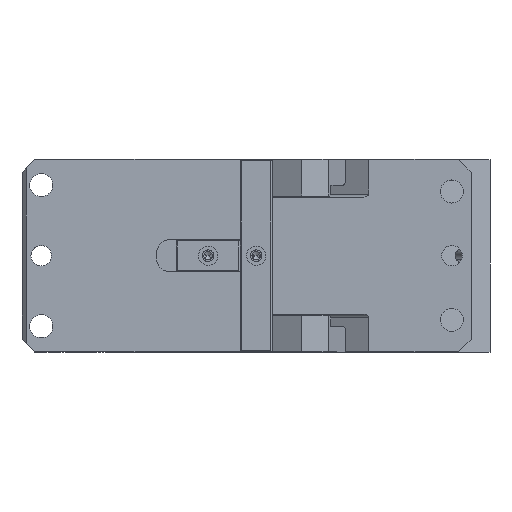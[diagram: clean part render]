
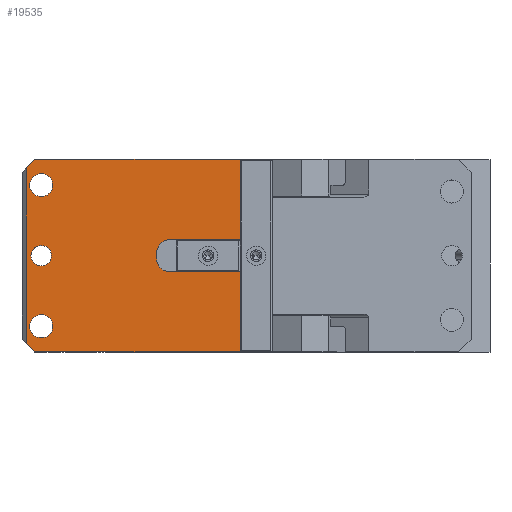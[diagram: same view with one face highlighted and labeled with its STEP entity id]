
A CAD part, top view. The second image highlights one B-rep face of the part: STEP entity #19535.
In plain terms, the highlighted planar face has unit normal (0, 0, 1).
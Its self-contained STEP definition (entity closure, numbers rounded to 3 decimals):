
#12865=CARTESIAN_POINT('Vertex',(-310.,-75.,215.)) ;
#12868=CARTESIAN_POINT('Line Origine',(-315.,-70.,215.)) ;
#12872=CARTESIAN_POINT('Vertex',(-316.5,-68.5,215.)) ;
#13557=CARTESIAN_POINT('Vertex',(-316.5,68.5,215.)) ;
#13560=CARTESIAN_POINT('Line Origine',(-315.,70.,215.)) ;
#13564=CARTESIAN_POINT('Vertex',(-310.,75.,215.)) ;
#15028=CARTESIAN_POINT('Line Origine',(-150.,43.75,215.)) ;
#15032=CARTESIAN_POINT('Vertex',(-150.,12.5,215.)) ;
#15034=CARTESIAN_POINT('Vertex',(-150.,75.,215.)) ;
#15068=CARTESIAN_POINT('Line Origine',(-177.5,12.5,215.)) ;
#15072=CARTESIAN_POINT('Vertex',(-205.,12.5,215.)) ;
#15111=CARTESIAN_POINT('Line Origine',(-230.,75.,215.)) ;
#15156=CARTESIAN_POINT('Axis2P3D Location',(-205.,2.5,215.)) ;
#15160=CARTESIAN_POINT('Vertex',(-215.,2.5,215.)) ;
#15193=CARTESIAN_POINT('Vertex',(-215.,-2.5,215.)) ;
#15201=CARTESIAN_POINT('Line Origine',(-215.,0.,215.)) ;
#15218=CARTESIAN_POINT('Axis2P3D Location',(-205.,-2.5,215.)) ;
#15222=CARTESIAN_POINT('Vertex',(-205.,-12.5,215.)) ;
#15256=CARTESIAN_POINT('Line Origine',(-177.5,-12.5,215.)) ;
#15260=CARTESIAN_POINT('Vertex',(-150.,-12.5,215.)) ;
#15282=CARTESIAN_POINT('Line Origine',(-150.,-43.75,215.)) ;
#15286=CARTESIAN_POINT('Vertex',(-150.,-75.,215.)) ;
#15325=CARTESIAN_POINT('Line Origine',(-230.,-75.,215.)) ;
#15363=CARTESIAN_POINT('Line Origine',(-316.5,0.,215.)) ;
#19301=CARTESIAN_POINT('Axis2P3D Location',(60.,75.,215.)) ;
#19481=CARTESIAN_POINT('Axis2P3D Location',(-305.,0.,215.)) ;
#19485=CARTESIAN_POINT('Vertex',(-313.,0.,215.)) ;
#19487=CARTESIAN_POINT('Vertex',(-297.,0.,215.)) ;
#19490=CARTESIAN_POINT('Axis2P3D Location',(-305.,0.,215.)) ;
#19499=CARTESIAN_POINT('Axis2P3D Location',(-305.,-55.,215.)) ;
#19503=CARTESIAN_POINT('Vertex',(-314.,-55.,215.)) ;
#19505=CARTESIAN_POINT('Vertex',(-296.,-55.,215.)) ;
#19508=CARTESIAN_POINT('Axis2P3D Location',(-305.,-55.,215.)) ;
#19517=CARTESIAN_POINT('Axis2P3D Location',(-305.,55.,215.)) ;
#19521=CARTESIAN_POINT('Vertex',(-296.,55.,215.)) ;
#19523=CARTESIAN_POINT('Vertex',(-314.,55.,215.)) ;
#19526=CARTESIAN_POINT('Axis2P3D Location',(-305.,55.,215.)) ;
#12869=DIRECTION('Vector Direction',(0.707,-0.707,0.)) ;
#13561=DIRECTION('Vector Direction',(0.707,0.707,0.)) ;
#15029=DIRECTION('Vector Direction',(0.,1.,0.)) ;
#15069=DIRECTION('Vector Direction',(-1.,0.,0.)) ;
#15112=DIRECTION('Vector Direction',(-1.,0.,0.)) ;
#15157=DIRECTION('Axis2P3D Direction',(0.,0.,-1.)) ;
#15202=DIRECTION('Vector Direction',(0.,1.,0.)) ;
#15219=DIRECTION('Axis2P3D Direction',(0.,0.,-1.)) ;
#15257=DIRECTION('Vector Direction',(-1.,0.,0.)) ;
#15283=DIRECTION('Vector Direction',(0.,1.,0.)) ;
#15326=DIRECTION('Vector Direction',(-1.,0.,0.)) ;
#15364=DIRECTION('Vector Direction',(0.,-1.,0.)) ;
#19302=DIRECTION('Axis2P3D Direction',(0.,0.,-1.)) ;
#19303=DIRECTION('Axis2P3D XDirection',(-1.,0.,0.)) ;
#19482=DIRECTION('Axis2P3D Direction',(0.,0.,-1.)) ;
#19491=DIRECTION('Axis2P3D Direction',(0.,0.,-1.)) ;
#19500=DIRECTION('Axis2P3D Direction',(0.,0.,-1.)) ;
#19509=DIRECTION('Axis2P3D Direction',(0.,0.,-1.)) ;
#19518=DIRECTION('Axis2P3D Direction',(0.,0.,-1.)) ;
#19527=DIRECTION('Axis2P3D Direction',(0.,0.,-1.)) ;
#15158=AXIS2_PLACEMENT_3D('Circle Axis2P3D',#15156,#15157,$) ;
#15220=AXIS2_PLACEMENT_3D('Circle Axis2P3D',#15218,#15219,$) ;
#19304=AXIS2_PLACEMENT_3D('Plane Axis2P3D',#19301,#19302,#19303) ;
#19483=AXIS2_PLACEMENT_3D('Circle Axis2P3D',#19481,#19482,$) ;
#19492=AXIS2_PLACEMENT_3D('Circle Axis2P3D',#19490,#19491,$) ;
#19501=AXIS2_PLACEMENT_3D('Circle Axis2P3D',#19499,#19500,$) ;
#19510=AXIS2_PLACEMENT_3D('Circle Axis2P3D',#19508,#19509,$) ;
#19519=AXIS2_PLACEMENT_3D('Circle Axis2P3D',#19517,#19518,$) ;
#19528=AXIS2_PLACEMENT_3D('Circle Axis2P3D',#19526,#19527,$) ;
#19468=ORIENTED_EDGE('',*,*,#15367,.T.) ;
#19469=ORIENTED_EDGE('',*,*,#12874,.T.) ;
#19470=ORIENTED_EDGE('',*,*,#15329,.F.) ;
#19471=ORIENTED_EDGE('',*,*,#15288,.T.) ;
#19472=ORIENTED_EDGE('',*,*,#15262,.T.) ;
#19473=ORIENTED_EDGE('',*,*,#15224,.T.) ;
#19474=ORIENTED_EDGE('',*,*,#15205,.T.) ;
#19475=ORIENTED_EDGE('',*,*,#15162,.T.) ;
#19476=ORIENTED_EDGE('',*,*,#15074,.F.) ;
#19477=ORIENTED_EDGE('',*,*,#15036,.T.) ;
#19478=ORIENTED_EDGE('',*,*,#15115,.T.) ;
#19479=ORIENTED_EDGE('',*,*,#13566,.T.) ;
#19496=ORIENTED_EDGE('',*,*,#19489,.T.) ;
#19497=ORIENTED_EDGE('',*,*,#19494,.T.) ;
#19514=ORIENTED_EDGE('',*,*,#19507,.T.) ;
#19515=ORIENTED_EDGE('',*,*,#19512,.T.) ;
#19532=ORIENTED_EDGE('',*,*,#19525,.T.) ;
#19533=ORIENTED_EDGE('',*,*,#19530,.T.) ;
#19498=FACE_BOUND('',#19495,.T.) ;
#19516=FACE_BOUND('',#19513,.T.) ;
#19534=FACE_BOUND('',#19531,.T.) ;
#12870=VECTOR('Line Direction',#12869,1.) ;
#13562=VECTOR('Line Direction',#13561,1.) ;
#15030=VECTOR('Line Direction',#15029,1.) ;
#15070=VECTOR('Line Direction',#15069,1.) ;
#15113=VECTOR('Line Direction',#15112,1.) ;
#15203=VECTOR('Line Direction',#15202,1.) ;
#15258=VECTOR('Line Direction',#15257,1.) ;
#15284=VECTOR('Line Direction',#15283,1.) ;
#15327=VECTOR('Line Direction',#15326,1.) ;
#15365=VECTOR('Line Direction',#15364,1.) ;
#19535=ADVANCED_FACE('SCHIEBERBETT',(#19480,#19498,#19516,#19534),#19305,.F.) ;
#15159=CIRCLE('generated circle',#15158,10.) ;
#15221=CIRCLE('generated circle',#15220,10.) ;
#19484=CIRCLE('generated circle',#19483,8.) ;
#19493=CIRCLE('generated circle',#19492,8.) ;
#19502=CIRCLE('generated circle',#19501,9.) ;
#19511=CIRCLE('generated circle',#19510,9.) ;
#19520=CIRCLE('generated circle',#19519,9.) ;
#19529=CIRCLE('generated circle',#19528,9.) ;
#12874=EDGE_CURVE('',#12873,#12866,#12871,.T.) ;
#13566=EDGE_CURVE('',#13565,#13558,#13563,.F.) ;
#15036=EDGE_CURVE('',#15033,#15035,#15031,.T.) ;
#15074=EDGE_CURVE('',#15033,#15073,#15071,.T.) ;
#15115=EDGE_CURVE('',#15035,#13565,#15114,.T.) ;
#15162=EDGE_CURVE('',#15161,#15073,#15159,.T.) ;
#15205=EDGE_CURVE('',#15194,#15161,#15204,.T.) ;
#15224=EDGE_CURVE('',#15223,#15194,#15221,.T.) ;
#15262=EDGE_CURVE('',#15261,#15223,#15259,.T.) ;
#15288=EDGE_CURVE('',#15287,#15261,#15285,.T.) ;
#15329=EDGE_CURVE('',#15287,#12866,#15328,.T.) ;
#15367=EDGE_CURVE('',#13558,#12873,#15366,.T.) ;
#19489=EDGE_CURVE('',#19486,#19488,#19484,.T.) ;
#19494=EDGE_CURVE('',#19488,#19486,#19493,.T.) ;
#19507=EDGE_CURVE('',#19504,#19506,#19502,.T.) ;
#19512=EDGE_CURVE('',#19506,#19504,#19511,.T.) ;
#19525=EDGE_CURVE('',#19522,#19524,#19520,.T.) ;
#19530=EDGE_CURVE('',#19524,#19522,#19529,.T.) ;
#19467=EDGE_LOOP('',(#19468,#19469,#19470,#19471,#19472,#19473,#19474,#19475,#19476,#19477,#19478,#19479)) ;
#19495=EDGE_LOOP('',(#19496,#19497)) ;
#19513=EDGE_LOOP('',(#19514,#19515)) ;
#19531=EDGE_LOOP('',(#19532,#19533)) ;
#19480=FACE_OUTER_BOUND('',#19467,.T.) ;
#12871=LINE('Line',#12868,#12870) ;
#13563=LINE('Line',#13560,#13562) ;
#15031=LINE('Line',#15028,#15030) ;
#15071=LINE('Line',#15068,#15070) ;
#15114=LINE('Line',#15111,#15113) ;
#15204=LINE('Line',#15201,#15203) ;
#15259=LINE('Line',#15256,#15258) ;
#15285=LINE('Line',#15282,#15284) ;
#15328=LINE('Line',#15325,#15327) ;
#15366=LINE('Line',#15363,#15365) ;
#19305=PLANE('',#19304) ;
#12866=VERTEX_POINT('',#12865) ;
#12873=VERTEX_POINT('',#12872) ;
#13558=VERTEX_POINT('',#13557) ;
#13565=VERTEX_POINT('',#13564) ;
#15033=VERTEX_POINT('',#15032) ;
#15035=VERTEX_POINT('',#15034) ;
#15073=VERTEX_POINT('',#15072) ;
#15161=VERTEX_POINT('',#15160) ;
#15194=VERTEX_POINT('',#15193) ;
#15223=VERTEX_POINT('',#15222) ;
#15261=VERTEX_POINT('',#15260) ;
#15287=VERTEX_POINT('',#15286) ;
#19486=VERTEX_POINT('',#19485) ;
#19488=VERTEX_POINT('',#19487) ;
#19504=VERTEX_POINT('',#19503) ;
#19506=VERTEX_POINT('',#19505) ;
#19522=VERTEX_POINT('',#19521) ;
#19524=VERTEX_POINT('',#19523) ;
